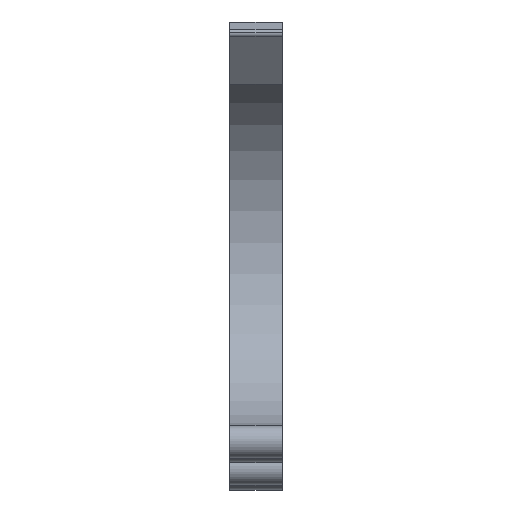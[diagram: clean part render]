
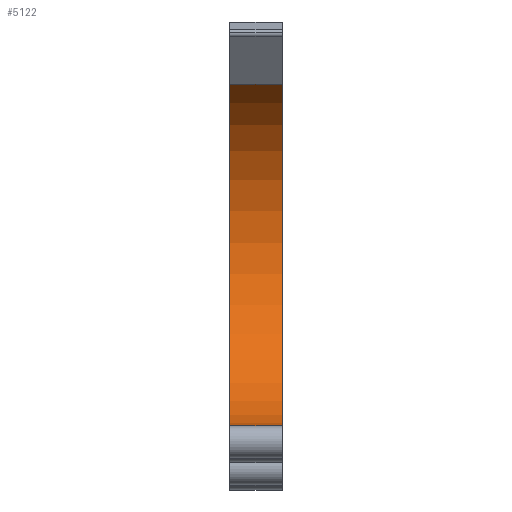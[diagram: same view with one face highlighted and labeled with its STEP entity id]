
A CAD part, left-side view. The second image highlights one B-rep face of the part: STEP entity #5122.
In plain terms, the highlighted cylindrical face has radius 45 mm (diameter 90 mm), a partial arc.
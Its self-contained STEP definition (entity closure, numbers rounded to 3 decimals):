
#102 = EDGE_CURVE ( 'NONE', #3392, #2289, #4394, .T. ) ;
#137 = DIRECTION ( 'NONE',  ( 0., 0., 1. ) ) ;
#412 = AXIS2_PLACEMENT_3D ( 'NONE', #4143, #6043, #6004 ) ;
#463 = DIRECTION ( 'NONE',  ( 0., -1., 0. ) ) ;
#776 = CARTESIAN_POINT ( 'NONE',  ( 0., 0., -45. ) ) ;
#808 = CARTESIAN_POINT ( 'NONE',  ( 0., 13., -45. ) ) ;
#866 = AXIS2_PLACEMENT_3D ( 'NONE', #1726, #463, #4242 ) ;
#1259 = VERTEX_POINT ( 'NONE', #3793 ) ;
#1567 = CARTESIAN_POINT ( 'NONE',  ( 0., 13., 0. ) ) ;
#1689 = CARTESIAN_POINT ( 'NONE',  ( 22.5, 13., 38.971 ) ) ;
#1726 = CARTESIAN_POINT ( 'NONE',  ( 0., 13., 0. ) ) ;
#1857 = EDGE_CURVE ( 'NONE', #2704, #2289, #6508, .T. ) ;
#2134 = ORIENTED_EDGE ( 'NONE', *, *, #2292, .F. ) ;
#2289 = VERTEX_POINT ( 'NONE', #4626 ) ;
#2292 = EDGE_CURVE ( 'NONE', #1259, #3392, #3884, .T. ) ;
#2704 = VERTEX_POINT ( 'NONE', #776 ) ;
#3392 = VERTEX_POINT ( 'NONE', #1689 ) ;
#3446 = DIRECTION ( 'NONE',  ( 0., -1., 0. ) ) ;
#3594 = FACE_OUTER_BOUND ( 'NONE', #5079, .T. ) ;
#3793 = CARTESIAN_POINT ( 'NONE',  ( 0., 13., -45. ) ) ;
#3884 = CIRCLE ( 'NONE', #6381, 45. ) ;
#3981 = LINE ( 'NONE', #808, #7384 ) ;
#4143 = CARTESIAN_POINT ( 'NONE',  ( 0., 0., 0. ) ) ;
#4242 = DIRECTION ( 'NONE',  ( 0., 0., -1. ) ) ;
#4394 = LINE ( 'NONE', #7618, #7926 ) ;
#4448 = ORIENTED_EDGE ( 'NONE', *, *, #1857, .T. ) ;
#4560 = DIRECTION ( 'NONE',  ( 0., -1., 0. ) ) ;
#4626 = CARTESIAN_POINT ( 'NONE',  ( 22.5, 0., 38.971 ) ) ;
#5079 = EDGE_LOOP ( 'NONE', ( #4448, #6039, #2134, #5620 ) ) ;
#5122 = ADVANCED_FACE ( 'NONE', ( #3594 ), #7379, .F. ) ;
#5620 = ORIENTED_EDGE ( 'NONE', *, *, #6236, .T. ) ;
#5826 = DIRECTION ( 'NONE',  ( 0., -1., 0. ) ) ;
#6004 = DIRECTION ( 'NONE',  ( 0., 0., 1. ) ) ;
#6039 = ORIENTED_EDGE ( 'NONE', *, *, #102, .F. ) ;
#6043 = DIRECTION ( 'NONE',  ( 0., -1., 0. ) ) ;
#6236 = EDGE_CURVE ( 'NONE', #1259, #2704, #3981, .T. ) ;
#6381 = AXIS2_PLACEMENT_3D ( 'NONE', #1567, #5826, #137 ) ;
#6508 = CIRCLE ( 'NONE', #412, 45. ) ;
#7379 = CYLINDRICAL_SURFACE ( 'NONE', #866, 45. ) ;
#7384 = VECTOR ( 'NONE', #3446, 1000. ) ;
#7618 = CARTESIAN_POINT ( 'NONE',  ( 22.5, 13., 38.971 ) ) ;
#7926 = VECTOR ( 'NONE', #4560, 1000. ) ;
